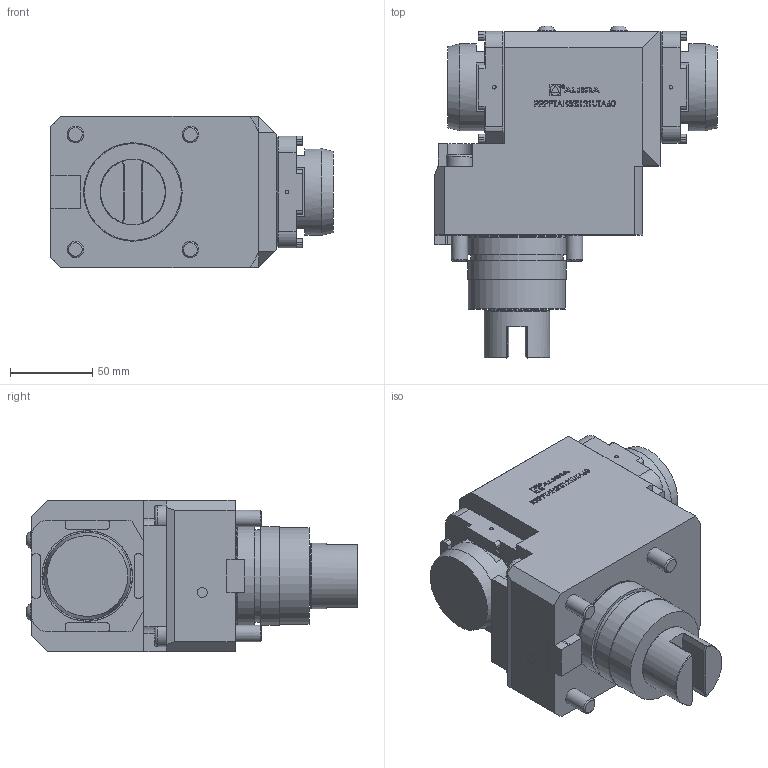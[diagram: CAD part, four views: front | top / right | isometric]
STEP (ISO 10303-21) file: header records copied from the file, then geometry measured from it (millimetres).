
FILE_DESCRIPTION (( 'STEP AP214' ), '1' );
FILE_NAME ('RRPPTAH32I121UTA60.STEP', '2025-10-24T08:34:07', ( '' ), ( '' ), 'SwSTEP 2.0', 'SolidWorks 2023', '' );
FILE_SCHEMA (( 'AUTOMOTIVE_DESIGN' ));
Length unit declared in the file: millimetre
Products named in the file (1): RRPPTAH32I121UTA60
Bounding box: 172 x 202.1 x 92 mm (x, y, z)
Volume: 1593961.3 mm3; surface area: 106845.8 mm2
Topology: 1 solids, 2 shells, 596 faces, 1526 edges, 1014 vertices
Faces by surface type: plane 398, cylinder 91, bspline 78, cone 21, torus 4, sphere 4
Full cylindrical faces by diameter (mm): 1.7 x1, 2.1 x1, 6.366 x1, 10 x4, 10.5 x4, 16 x2, 35 x1, 40 x1, 53 x2, 56.2 x1, 59 x1, 59.6 x1, 60 x2
Entity records: 25745 total; most frequent: CARTESIAN_POINT 8120, ORIENTED_EDGE 2936, DIRECTION 2579, EDGE_CURVE 1468, VECTOR 1063, LINE 1063, VERTEX_POINT 995, AXIS2_PLACEMENT_3D 758
